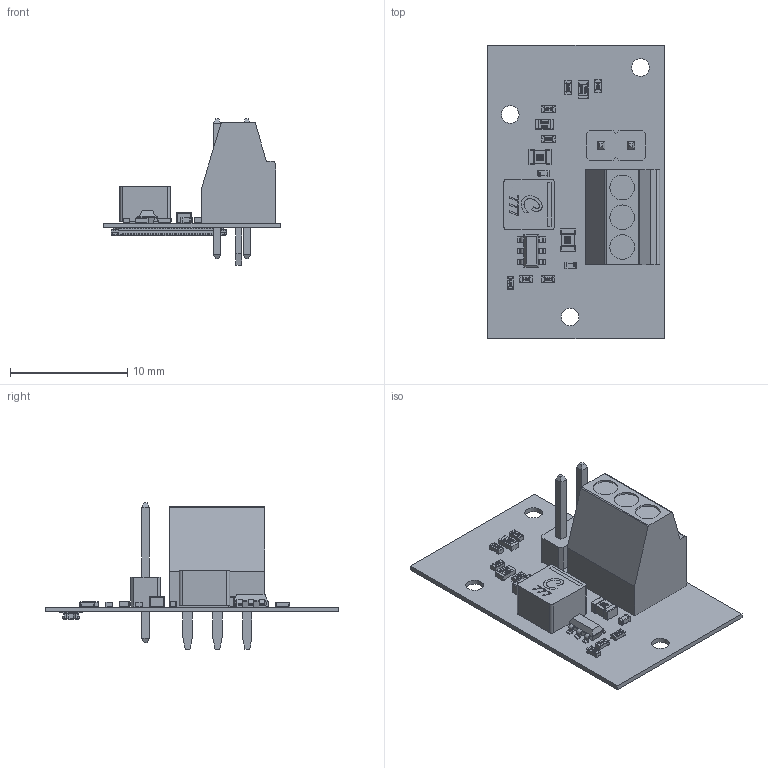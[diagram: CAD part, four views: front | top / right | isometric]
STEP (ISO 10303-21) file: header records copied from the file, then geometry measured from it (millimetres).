
FILE_DESCRIPTION(('Open CASCADE Model'),'2;1');
FILE_NAME('Open CASCADE Shape Model','2022-01-27T11:24:16',('Author'),( 'Open CASCADE'),'Open CASCADE STEP processor 6.8','Open CASCADE 6.8' ,'Unknown');
FILE_SCHEMA(('AUTOMOTIVE_DESIGN { 1 0 10303 214 1 1 1 1 }'));
Length unit declared in the file: millimetre
Products named in the file (30): PCB; Board; Open CASCADE STEP translator 6.8 1.1.1; L1; Coilcraft-XFL4030; J3; DG308-2.54-03P-14-00A(H); C4; C0805; J2; male-header-2pin; R9; RES_1005-0402; R8; RES1608; U1; SOT-23-6; R7; R6; R5; R4; R3; R2; R1; J1; axe640124; C3; C0402; C2; C1
Assembly tree (38 placements, depth 3):
  PCB
    Board
      Open CASCADE STEP translator 6.8 1.1.1
    L1
      Coilcraft-XFL4030
    J3
      DG308-2.54-03P-14-00A(H)
    C4
      C0805
    J2
      male-header-2pin
    R9
      RES_1005-0402
    R8
      RES1608
    U1
      SOT-23-6
    R7
      RES_1005-0402
    R6
      RES_1005-0402
    R5
      RES_1005-0402
    R4
      RES_1005-0402
    R3
      RES_1005-0402
    R2
      RES_1005-0402
    R1
      RES1608
    J1
      axe640124
    C3
      C0402
    C2
      C0402
    C1
      C0805
Bounding box: 15 x 25 x 12.49 mm (x, y, z)
Volume: 609.3 mm3; surface area: 1484.4 mm2
Topology: 40 solids, 40 shells, 2668 faces, 6821 edges, 4294 vertices
Faces by surface type: plane 1550, bspline 745, cylinder 329, sphere 36, cone 4, torus 4
Full cylindrical faces by diameter (mm): 0.914 x2, 1.3 x3, 1.5 x3
Entity records: 57030 total; most frequent: CARTESIAN_POINT 14847, ORIENTED_EDGE 8340, DIRECTION 6699, EDGE_CURVE 4170, LINE 3007, VECTOR 3007, VERTEX_POINT 2650, AXIS2_PLACEMENT_3D 1846
